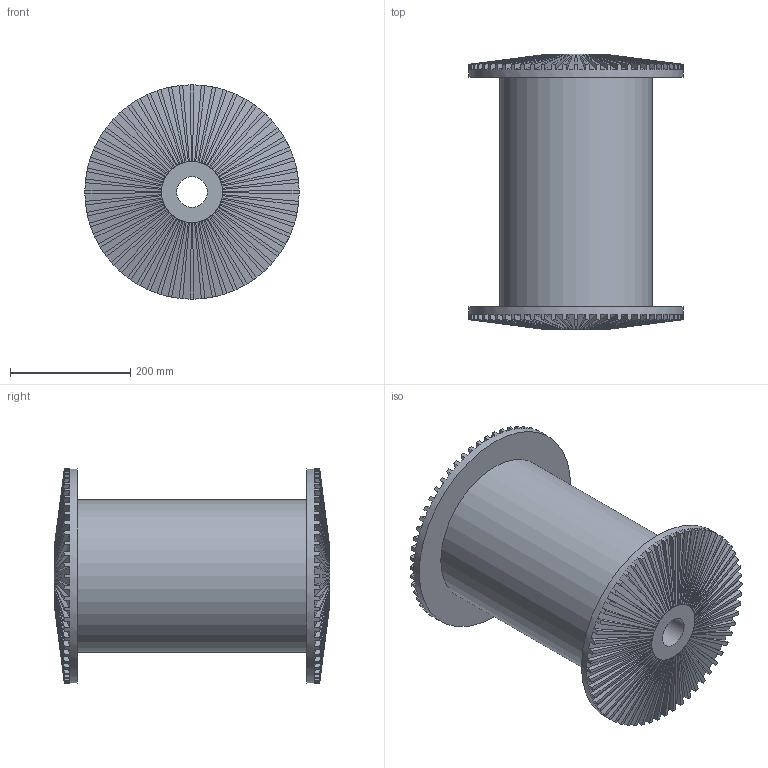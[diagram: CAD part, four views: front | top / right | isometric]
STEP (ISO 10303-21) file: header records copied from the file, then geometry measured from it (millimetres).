
FILE_DESCRIPTION( ( '' ), ' ' );
FILE_NAME( '59f8f19a198fd80f13d06917.step', '2017-10-31T21:56:42', ( '' ), ( '' ), ' ', ' ', ' ' );
FILE_SCHEMA( ( 'AUTOMOTIVE_DESIGN { 1 0 10303 214 1 1 1 1 }' ) );
Length unit declared in the file: metre
Products named in the file (1): Trolley Drum
Bounding box: 355.6 x 457.2 x 355.59 mm (x, y, z)
Volume: 23521316.1 mm3; surface area: 842254.1 mm2
Topology: 1 solids, 1 shells, 488 faces, 1212 edges, 728 vertices
Faces by surface type: plane 244, cone 240, cylinder 4
Full cylindrical faces by diameter (mm): 50.8 x1, 254 x1, 355.6 x2
Entity records: 18228 total; most frequent: DIRECTION 2670, CARTESIAN_POINT 2421, ORIENTED_EDGE 2412, EDGE_CURVE 1206, AXIS2_PLACEMENT_3D 975, VERTEX_POINT 726, LINE 720, VECTOR 720
